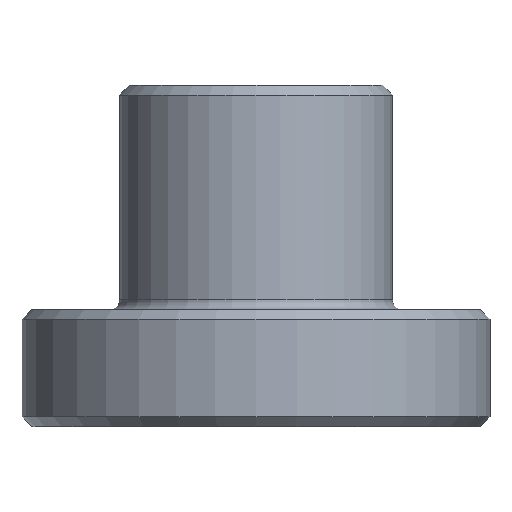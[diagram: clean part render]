
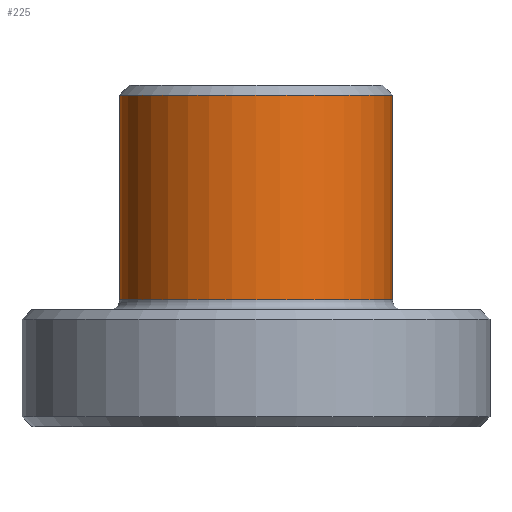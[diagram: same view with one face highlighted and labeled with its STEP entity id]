
A CAD part, front view. The second image highlights one B-rep face of the part: STEP entity #225.
In plain terms, the highlighted cylindrical face has radius 14 mm (diameter 28 mm), a partial arc.
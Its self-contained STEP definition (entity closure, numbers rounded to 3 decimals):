
#3 = EDGE_CURVE ( 'NONE', #875, #884, #60, .T. ) ;
#30 = ORIENTED_EDGE ( 'NONE', *, *, #617, .F. ) ;
#60 = CIRCLE ( 'NONE', #652, 14. ) ;
#61 = CARTESIAN_POINT ( 'NONE',  ( 0., 0., 13. ) ) ;
#76 = CARTESIAN_POINT ( 'NONE',  ( -14., 0., -45.177 ) ) ;
#130 = VECTOR ( 'NONE', #690, 1000. ) ;
#169 = EDGE_CURVE ( 'NONE', #585, #647, #535, .T. ) ;
#176 = EDGE_CURVE ( 'NONE', #884, #585, #953, .T. ) ;
#178 = FACE_OUTER_BOUND ( 'NONE', #661, .T. ) ;
#191 = CYLINDRICAL_SURFACE ( 'NONE', #619, 14. ) ;
#223 = CARTESIAN_POINT ( 'NONE',  ( 14., 0., -45.177 ) ) ;
#225 = ADVANCED_FACE ( 'NONE', ( #178 ), #191, .T. ) ;
#307 = DIRECTION ( 'NONE',  ( 0., 0., 1. ) ) ;
#382 = ORIENTED_EDGE ( 'NONE', *, *, #176, .T. ) ;
#387 = AXIS2_PLACEMENT_3D ( 'NONE', #61, #307, #866 ) ;
#395 = CARTESIAN_POINT ( 'NONE',  ( -14., 0., 13. ) ) ;
#417 = DIRECTION ( 'NONE',  ( 0., 0., -1. ) ) ;
#419 = CARTESIAN_POINT ( 'NONE',  ( -14., 0., 34. ) ) ;
#436 = DIRECTION ( 'NONE',  ( 0., 0., -1. ) ) ;
#480 = ORIENTED_EDGE ( 'NONE', *, *, #169, .T. ) ;
#495 = CARTESIAN_POINT ( 'NONE',  ( 0., 0., 34. ) ) ;
#511 = CARTESIAN_POINT ( 'NONE',  ( 0., 0., -45.177 ) ) ;
#529 = CARTESIAN_POINT ( 'NONE',  ( 14., 0., 13. ) ) ;
#535 = CIRCLE ( 'NONE', #387, 14. ) ;
#564 = CARTESIAN_POINT ( 'NONE',  ( 14., 0., 34. ) ) ;
#566 = DIRECTION ( 'NONE',  ( 0., 0., -1. ) ) ;
#585 = VERTEX_POINT ( 'NONE', #395 ) ;
#617 = EDGE_CURVE ( 'NONE', #875, #647, #931, .T. ) ;
#619 = AXIS2_PLACEMENT_3D ( 'NONE', #511, #436, #821 ) ;
#647 = VERTEX_POINT ( 'NONE', #529 ) ;
#652 = AXIS2_PLACEMENT_3D ( 'NONE', #495, #417, #896 ) ;
#661 = EDGE_LOOP ( 'NONE', ( #30, #744, #382, #480 ) ) ;
#690 = DIRECTION ( 'NONE',  ( 0., 0., -1. ) ) ;
#744 = ORIENTED_EDGE ( 'NONE', *, *, #3, .T. ) ;
#821 = DIRECTION ( 'NONE',  ( -1., 0., 0. ) ) ;
#860 = VECTOR ( 'NONE', #566, 1000. ) ;
#866 = DIRECTION ( 'NONE',  ( 1., 0., 0. ) ) ;
#875 = VERTEX_POINT ( 'NONE', #564 ) ;
#884 = VERTEX_POINT ( 'NONE', #419 ) ;
#896 = DIRECTION ( 'NONE',  ( 1., 0., 0. ) ) ;
#931 = LINE ( 'NONE', #223, #130 ) ;
#953 = LINE ( 'NONE', #76, #860 ) ;
